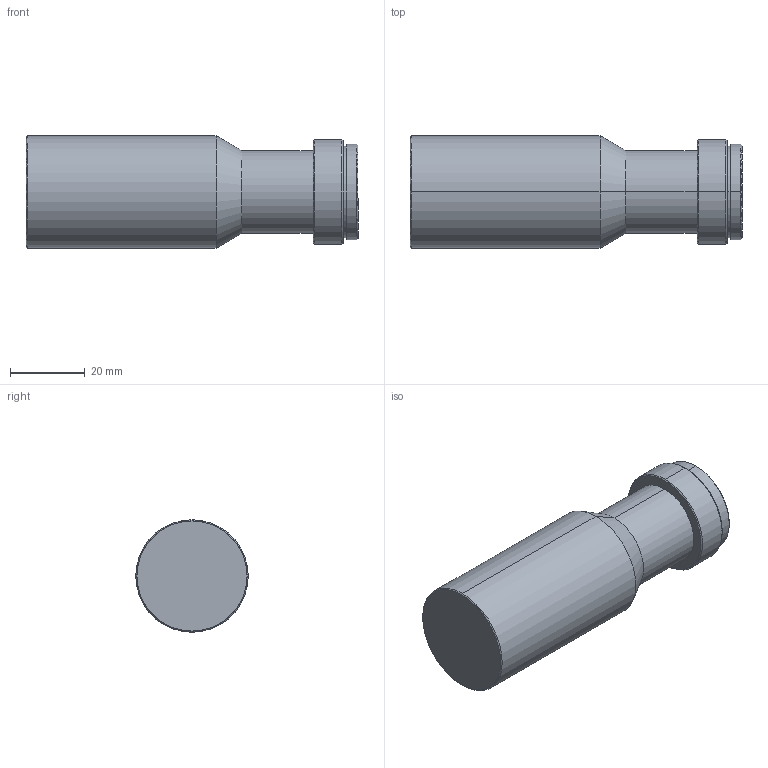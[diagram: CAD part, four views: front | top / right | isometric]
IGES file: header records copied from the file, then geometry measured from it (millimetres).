
Start section: SolidWorks IGES file using analytic representation for surfaces
Global section: file name: WH0155-350A-120.IGS; native system: SolidWorks 2017; preprocessor: SolidWorks 2017; author: huangguilin; date: 230519.091359; units: millimetre
Bounding box: 88.59 x 30 x 30 mm (x, y, z)
Surface area: 9337.2 mm2 (no closed solid volume)
Topology: 0 solids, 0 shells, 25 faces, 372 edges, 372 vertices
Faces by surface type: revolution 20, bspline 5
